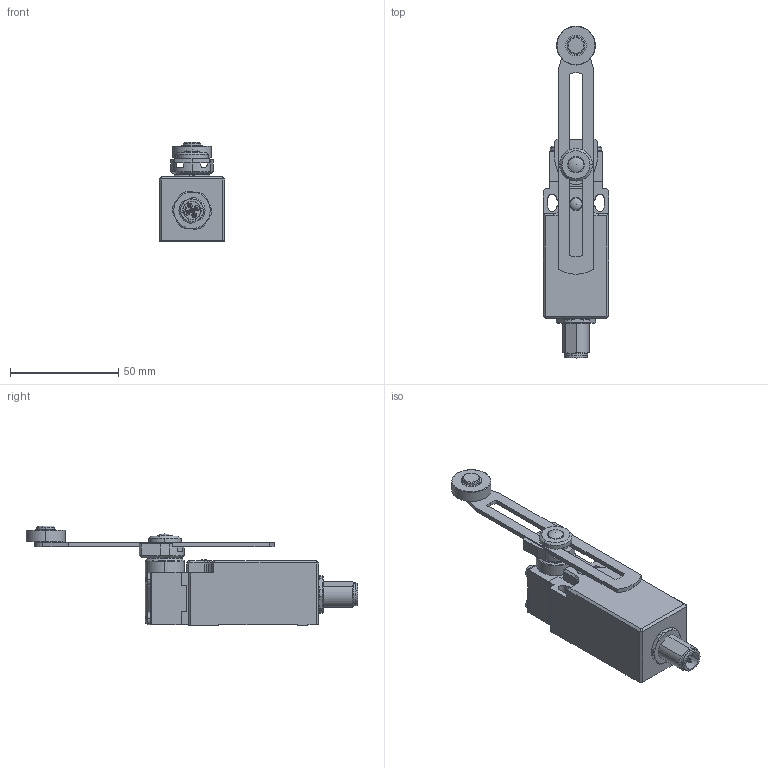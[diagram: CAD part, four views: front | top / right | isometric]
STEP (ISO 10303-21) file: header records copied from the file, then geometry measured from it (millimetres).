
FILE_DESCRIPTION (( 'STEP AP214' ), '1' );
FILE_NAME ('AAP7T51Z11.step', '2019-09-05T21:13:52', ( '' ), ( '' ), 'SwSTEP 2.0', 'SolidWorks 2018', '' );
FILE_SCHEMA (( 'AUTOMOTIVE_DESIGN' ));
Length unit declared in the file: inch
Products named in the file (1): AAP7T51Z11
Bounding box: 30.3 x 153.1 x 46 mm (x, y, z)
Volume: 72068.4 mm3; surface area: 22095.7 mm2
Topology: 6 solids, 6 shells, 405 faces, 982 edges, 623 vertices
Faces by surface type: plane 196, cylinder 143, cone 33, torus 23, sphere 10
Entity records: 17396 total; most frequent: CARTESIAN_POINT 2370, DIRECTION 2113, ORIENTED_EDGE 1956, EDGE_CURVE 978, AXIS2_PLACEMENT_3D 785, VERTEX_POINT 621, VECTOR 543, LINE 543
